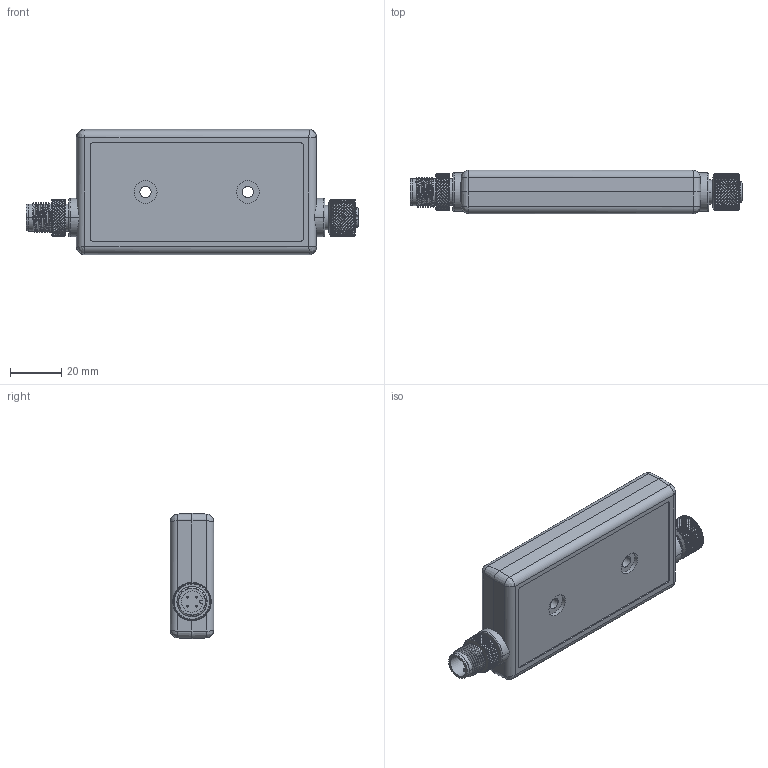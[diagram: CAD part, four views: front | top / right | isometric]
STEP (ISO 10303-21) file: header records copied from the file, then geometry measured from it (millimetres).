
FILE_DESCRIPTION((''),'2;1');
FILE_NAME('234384_SM01_ASM','2023-10-18T11:15:57',('banengservice'),('BANNER ENGINEERING'),'CREO PARAMETRIC BY PTC INC, 2022414','CREO PARAMETRIC BY PTC INC, 2022414','');
FILE_SCHEMA(('CONFIG_CONTROL_DESIGN'));
Products named in the file (2): 234384_EP01; 234384_SM01_ASM
Assembly tree (1 placements, depth 2):
  234384_SM01_ASM
    234384_EP01
Bounding box: 129.75 x 17 x 49 mm (x, y, z)
Volume: 77259.9 mm3; surface area: 18676 mm2
Topology: 1 solids, 1 shells, 5735 faces, 12493 edges, 6802 vertices
Faces by surface type: bspline 3839, cylinder 1292, plane 569, cone 24, torus 9, revolution 2
Entity records: 236538 total; most frequent: CARTESIAN_POINT 145464, ORIENTED_EDGE 24986, EDGE_CURVE 12493, B_SPLINE_CURVE_WITH_KNOTS 10155, DIRECTION 6972, VERTEX_POINT 6802, EDGE_LOOP 5781, FACE_OUTER_BOUND 5735
